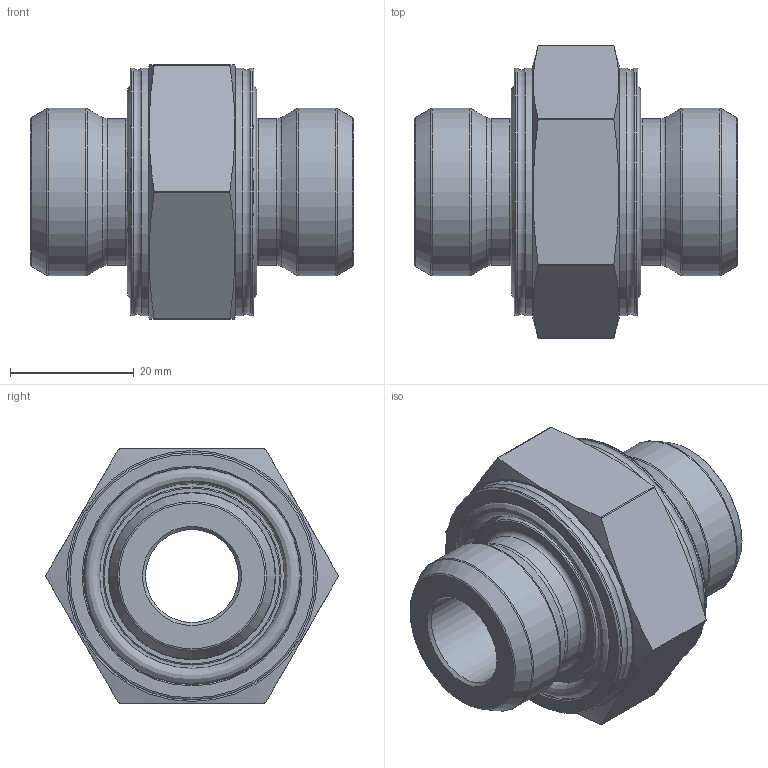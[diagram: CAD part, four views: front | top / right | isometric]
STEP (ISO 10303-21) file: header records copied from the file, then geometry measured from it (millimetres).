
FILE_DESCRIPTION(/* description */ (''),/* implementation_level */ '2;1');
FILE_NAME(/* name */ 'DOM20.stp',/* time_stamp */ '2025-01-07T12:07:45+01:00',/* author */ (''),/* organization */ (''),/* preprocessor_version */ 'ST-DEVELOPER v16',/* originating_system */ 'SIEMENS PLM Software NX 10.0',/* authorisation */ '');
FILE_SCHEMA (('CONFIG_CONTROL_DESIGN'));
Length unit declared in the file: millimetre
Products named in the file (2): X-O29-1; X-DOM20
Assembly tree (2 placements, depth 2):
  X-DOM20
    X-O29-1  x2
Bounding box: 52 x 47.28 x 41 mm (x, y, z)
Volume: 34787 mm3; surface area: 12796.6 mm2
Topology: 3 solids, 3 shells, 63 faces, 140 edges, 87 vertices
Faces by surface type: cylinder 19, torus 18, plane 16, cone 8, revolution 2
Full cylindrical faces by diameter (mm): 15 x1, 23.7 x2, 27 x2, 28.755 x2, 35.045 x2, 39.955 x4
Entity records: 1768 total; most frequent: CARTESIAN_POINT 419, DIRECTION 239, ORIENTED_EDGE 168, AXIS2_PLACEMENT_3D 113, EDGE_LOOP 110, FACE_BOUND 99, EDGE_CURVE 84, VERTEX_POINT 73
